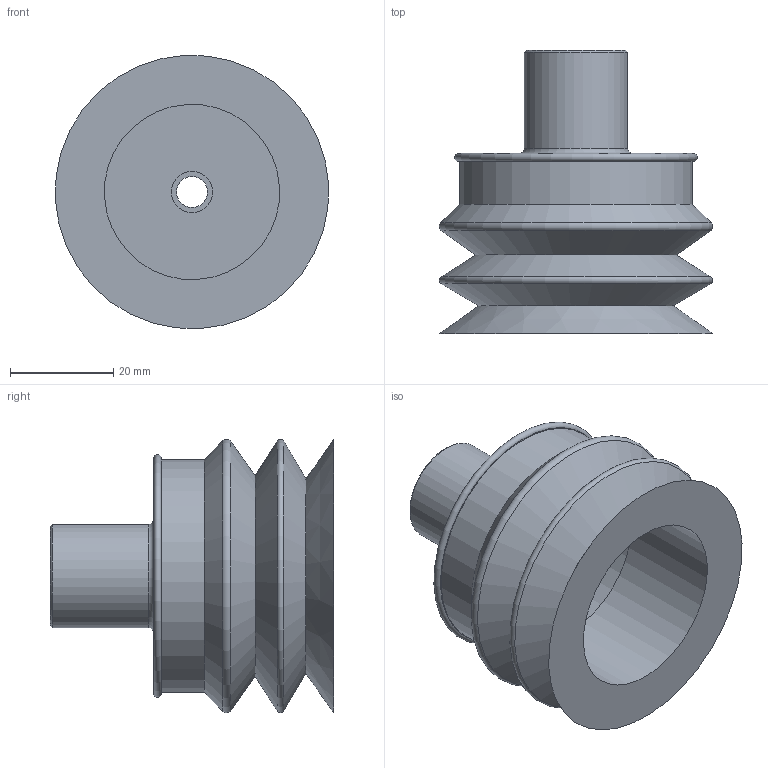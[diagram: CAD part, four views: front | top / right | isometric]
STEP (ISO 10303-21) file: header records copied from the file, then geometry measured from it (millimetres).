
FILE_DESCRIPTION(/* description */ (''),/* implementation_level */ '2;1');
FILE_NAME(/* name */ 'vf55pur_rac23r1-4h.stp',/* time_stamp */ '2023-06-27T12:58:54+02:00',/* author */ ('enginyeria2'),/* organization */ (''),/* preprocessor_version */ 'ST-DEVELOPER v17',/* originating_system */ 'Autodesk Inventor 2019',/* authorisation */ '');
FILE_SCHEMA (('AUTOMOTIVE_DESIGN { 1 0 10303 214 3 1 1 }'));
Length unit declared in the file: millimetre
Products named in the file (1): Pieza1
Bounding box: 52.92 x 54.87 x 52.92 mm (x, y, z)
Volume: 34012.8 mm3; surface area: 18027.6 mm2
Topology: 1 solids, 2 shells, 30 faces, 83 edges, 63 vertices
Faces by surface type: plane 10, cylinder 9, cone 7, torus 4
Full cylindrical faces by diameter (mm): 6 x1, 8 x1, 11.445 x1, 20 x1, 33.959 x1, 37 x1, 40.83 x2, 45.148 x1
Entity records: 1109 total; most frequent: DIRECTION 212, CARTESIAN_POINT 177, ORIENTED_EDGE 166, AXIS2_PLACEMENT_3D 98, EDGE_CURVE 83, CIRCLE 67, VERTEX_POINT 63, EDGE_LOOP 40
